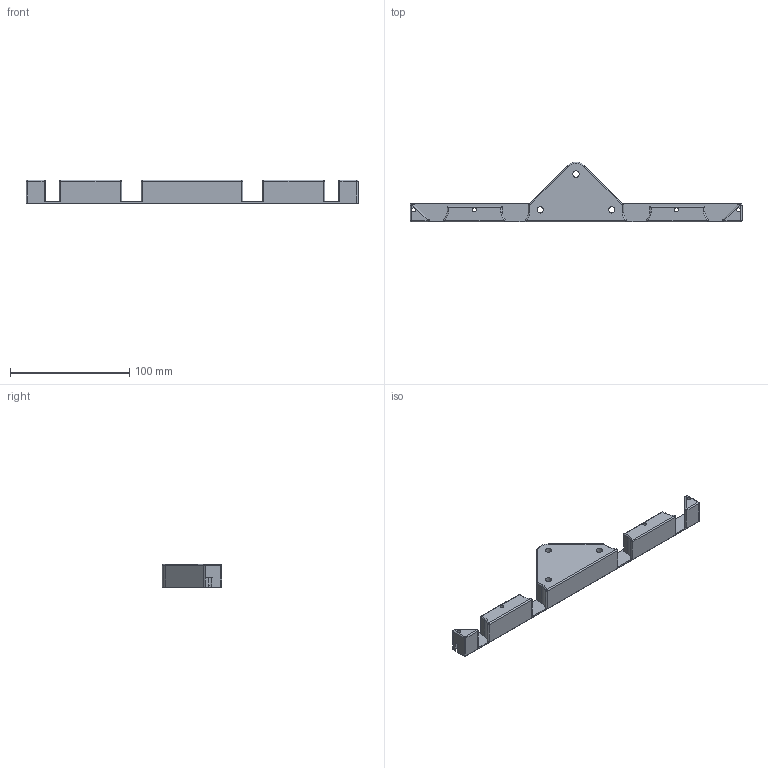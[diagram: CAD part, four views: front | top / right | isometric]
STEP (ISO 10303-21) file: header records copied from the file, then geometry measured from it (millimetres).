
FILE_DESCRIPTION(/* description */ (''),/* implementation_level */ '2;1');
FILE_NAME(/* name */ 'K3_Front_Base.step',/* time_stamp */ '2024-03-28T09:48:09-05:00',/* author */ (''),/* organization */ (''),/* preprocessor_version */ 'ST-DEVELOPER v20',/* originating_system */ 'Autodesk Translation Framework v12.20.1.177',/* authorisation */ '');
FILE_SCHEMA (('AUTOMOTIVE_DESIGN { 1 0 10303 214 3 1 1 }'));
Length unit declared in the file: millimetre
Products named in the file (1): K3_Front_Base
Bounding box: 278 x 49.96 x 19.8 mm (x, y, z)
Volume: 82260.1 mm3; surface area: 24640.7 mm2
Topology: 1 solids, 1 shells, 205 faces, 519 edges, 310 vertices
Faces by surface type: plane 118, cylinder 56, sphere 12, cone 12, torus 7
Full cylindrical faces by diameter (mm): 3.3 x4, 5.3 x3, 6.5 x2, 10 x3
Entity records: 6144 total; most frequent: DIRECTION 1109, CARTESIAN_POINT 1047, ORIENTED_EDGE 1038, EDGE_CURVE 519, AXIS2_PLACEMENT_3D 388, LINE 333, VECTOR 333, VERTEX_POINT 310
